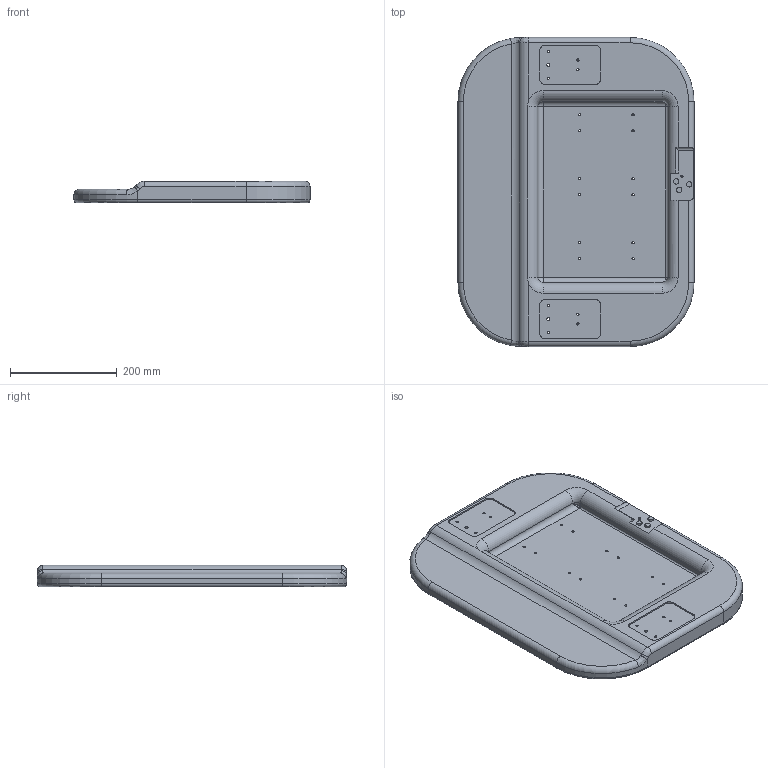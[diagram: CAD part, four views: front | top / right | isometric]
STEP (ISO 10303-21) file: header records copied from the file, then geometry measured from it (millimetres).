
FILE_DESCRIPTION(/* description */ ('','CAx-IF Rec.Pracs.---Representation and Presentation of Product Manufacturing Information (PMI)---4.0---2014-10-13'),/* implementation_level */ '2;1');
FILE_NAME(/* name */ 'Baseplate.step',/* time_stamp */ '2025-02-11T17:55:28+08:00',/* author */ (''),/* organization */ (''),/* preprocessor_version */ 'ST-DEVELOPER v20',/* originating_system */ 'Autodesk Translation Framework v13.20.0.188',/* authorisation */ '');
FILE_SCHEMA (('AP242_MANAGED_MODEL_BASED_3D_ENGINEERING_MIM_LF { 1 0 10303 442 1 1 4 }'));
Length unit declared in the file: millimetre
Products named in the file (1): 究极底板
Bounding box: 443 x 580 x 40 mm (x, y, z)
Volume: 6188048.5 mm3; surface area: 572354 mm2
Topology: 1 solids, 1 shells, 111 faces, 274 edges, 169 vertices
Faces by surface type: cylinder 61, plane 28, torus 14, bspline 6, sphere 2
Full cylindrical faces by diameter (mm): 4 x1, 4.2 x20, 6 x2, 10 x3
Entity records: 3585 total; most frequent: CARTESIAN_POINT 753, DIRECTION 621, ORIENTED_EDGE 544, EDGE_CURVE 272, AXIS2_PLACEMENT_3D 253, VERTEX_POINT 169, EDGE_LOOP 161, CIRCLE 142
